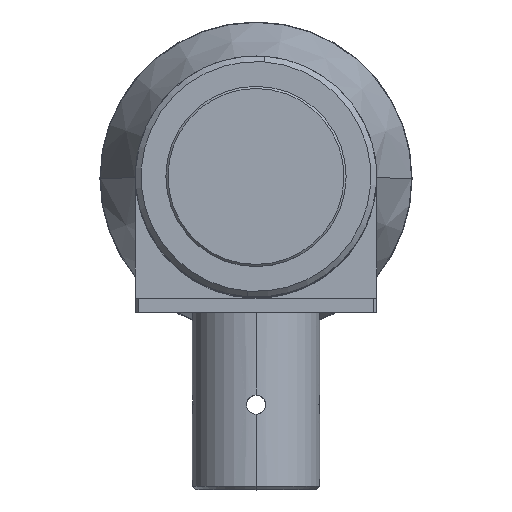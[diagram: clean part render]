
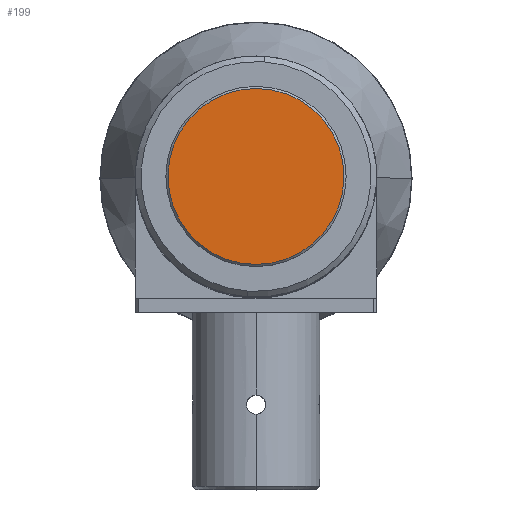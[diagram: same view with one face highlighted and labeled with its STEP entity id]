
A CAD part, top view. The second image highlights one B-rep face of the part: STEP entity #199.
In plain terms, the highlighted planar face has unit normal (0, 0, 1).
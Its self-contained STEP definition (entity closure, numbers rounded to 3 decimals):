
#12 = AXIS2_PLACEMENT_3D ( 'NONE', #748, #1241, #2451 ) ;
#16 = DIRECTION ( 'NONE',  ( 0.503, 0.864, 0. ) ) ;
#107 = VERTEX_POINT ( 'NONE', #1597 ) ;
#191 = CARTESIAN_POINT ( 'NONE',  ( 0., 0., 166.301 ) ) ;
#199 = ADVANCED_FACE ( '��������1�', ( #2948 ), #955, .F. ) ;
#451 = CARTESIAN_POINT ( 'NONE',  ( 0., 0., 166.301 ) ) ;
#525 = CARTESIAN_POINT ( 'NONE',  ( 6.238, 10.717, 166.301 ) ) ;
#700 = DIRECTION ( 'NONE',  ( 0., 0., 1. ) ) ;
#748 = CARTESIAN_POINT ( 'NONE',  ( 9.507, -5.533, 166.301 ) ) ;
#823 = EDGE_LOOP ( 'NONE', ( #1652, #2678 ) ) ;
#928 = DIRECTION ( 'NONE',  ( 0., 0., 1. ) ) ;
#955 = PLANE ( 'NONE',  #12 ) ;
#1107 = CIRCLE ( 'NONE', #1323, 12.4 ) ;
#1241 = DIRECTION ( 'NONE',  ( 0., 0., -1. ) ) ;
#1323 = AXIS2_PLACEMENT_3D ( 'NONE', #451, #700, #2139 ) ;
#1325 = CIRCLE ( 'NONE', #2635, 12.4 ) ;
#1349 = VERTEX_POINT ( 'NONE', #525 ) ;
#1597 = CARTESIAN_POINT ( 'NONE',  ( -6.238, -10.717, 166.301 ) ) ;
#1652 = ORIENTED_EDGE ( 'NONE', *, *, #1672, .T. ) ;
#1672 = EDGE_CURVE ( '��������1_42+��������1_43+��������1_', #1349, #107, #1107, .T. ) ;
#2061 = EDGE_CURVE ( '��������1_42+��������1_43+��������1_', #107, #1349, #1325, .T. ) ;
#2139 = DIRECTION ( 'NONE',  ( 0.503, 0.864, 0. ) ) ;
#2451 = DIRECTION ( 'NONE',  ( 0.503, 0.864, 0. ) ) ;
#2635 = AXIS2_PLACEMENT_3D ( 'NONE', #191, #928, #16 ) ;
#2678 = ORIENTED_EDGE ( 'NONE', *, *, #2061, .T. ) ;
#2948 = FACE_OUTER_BOUND ( 'NONE', #823, .T. ) ;
